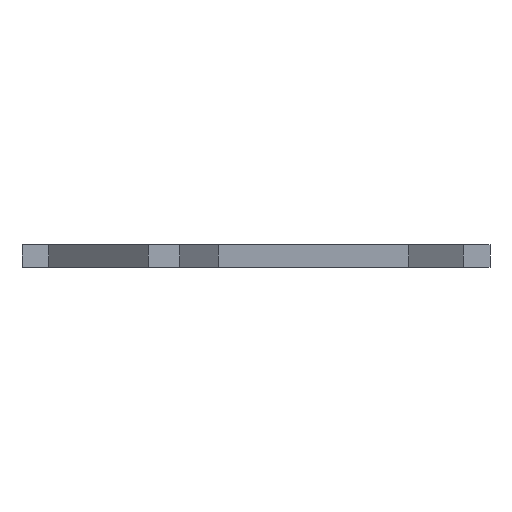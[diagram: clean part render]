
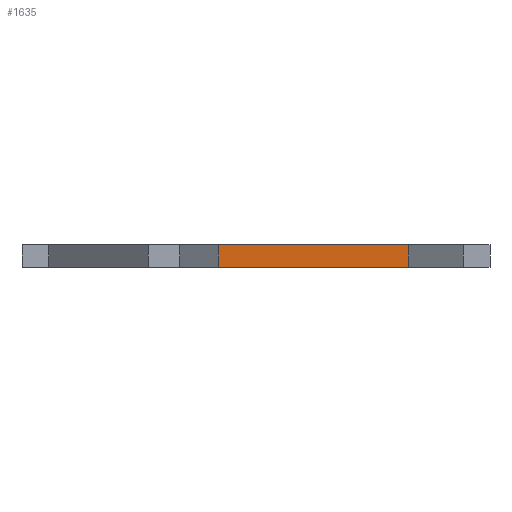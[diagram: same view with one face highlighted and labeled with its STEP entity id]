
A CAD part, left-side view. The second image highlights one B-rep face of the part: STEP entity #1635.
In plain terms, the highlighted planar face has unit normal (-0.997, 0.073, 0).
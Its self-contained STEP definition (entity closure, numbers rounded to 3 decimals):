
#192 = VERTEX_POINT('',#193);
#193 = CARTESIAN_POINT('',(111.645,-70.553,0.));
#199 = EDGE_CURVE('',#192,#200,#202,.T.);
#200 = VERTEX_POINT('',#201);
#201 = CARTESIAN_POINT('',(112.632,-57.122,0.));
#202 = LINE('',#203,#204);
#203 = CARTESIAN_POINT('',(111.645,-70.553,0.));
#204 = VECTOR('',#205,1.);
#205 = DIRECTION('',(0.073,0.997,0.));
#839 = VERTEX_POINT('',#840);
#840 = CARTESIAN_POINT('',(111.645,-70.553,1.6));
#846 = EDGE_CURVE('',#839,#847,#849,.T.);
#847 = VERTEX_POINT('',#848);
#848 = CARTESIAN_POINT('',(112.632,-57.122,1.6));
#849 = LINE('',#850,#851);
#850 = CARTESIAN_POINT('',(111.645,-70.553,1.6));
#851 = VECTOR('',#852,1.);
#852 = DIRECTION('',(0.073,0.997,0.));
#1605 = EDGE_CURVE('',#200,#847,#1606,.T.);
#1606 = LINE('',#1607,#1608);
#1607 = CARTESIAN_POINT('',(112.632,-57.122,0.));
#1608 = VECTOR('',#1609,1.);
#1609 = DIRECTION('',(0.,0.,1.));
#1635 = ADVANCED_FACE('',(#1636),#1647,.T.);
#1636 = FACE_BOUND('',#1637,.T.);
#1637 = EDGE_LOOP('',(#1638,#1644,#1645,#1646));
#1638 = ORIENTED_EDGE('',*,*,#1639,.T.);
#1639 = EDGE_CURVE('',#192,#839,#1640,.T.);
#1640 = LINE('',#1641,#1642);
#1641 = CARTESIAN_POINT('',(111.645,-70.553,0.));
#1642 = VECTOR('',#1643,1.);
#1643 = DIRECTION('',(0.,0.,1.));
#1644 = ORIENTED_EDGE('',*,*,#846,.T.);
#1645 = ORIENTED_EDGE('',*,*,#1605,.F.);
#1646 = ORIENTED_EDGE('',*,*,#199,.F.);
#1647 = PLANE('',#1648);
#1648 = AXIS2_PLACEMENT_3D('',#1649,#1650,#1651);
#1649 = CARTESIAN_POINT('',(111.645,-70.553,0.));
#1650 = DIRECTION('',(-0.997,0.073,0.));
#1651 = DIRECTION('',(0.073,0.997,0.));
